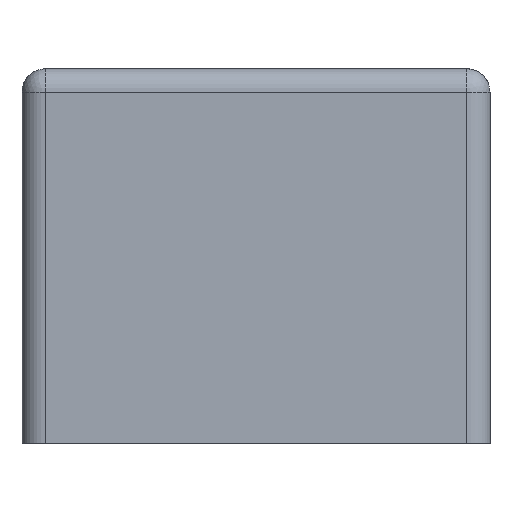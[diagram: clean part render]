
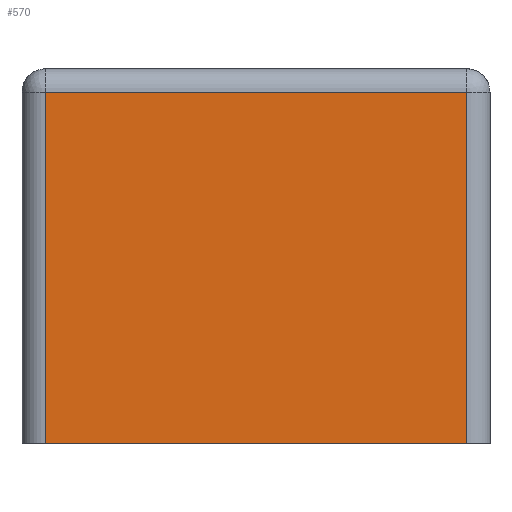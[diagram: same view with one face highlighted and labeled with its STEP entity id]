
A CAD part, front view. The second image highlights one B-rep face of the part: STEP entity #570.
In plain terms, the highlighted planar face has unit normal (0, -1, 0).
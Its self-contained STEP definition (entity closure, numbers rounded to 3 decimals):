
#36=PLANE('',#638);
#69=FACE_OUTER_BOUND('',#105,.T.);
#105=EDGE_LOOP('',(#406,#407,#408,#409));
#149=LINE('',#915,#195);
#152=LINE('',#929,#198);
#156=LINE('',#950,#202);
#159=LINE('',#970,#205);
#195=VECTOR('',#720,10.);
#198=VECTOR('',#735,10.);
#202=VECTOR('',#743,10.);
#205=VECTOR('',#750,10.);
#245=VERTEX_POINT('',#908);
#247=VERTEX_POINT('',#913);
#248=VERTEX_POINT('',#918);
#251=VERTEX_POINT('',#925);
#297=EDGE_CURVE('',#247,#245,#149,.T.);
#304=EDGE_CURVE('',#248,#251,#152,.T.);
#310=EDGE_CURVE('',#245,#248,#156,.T.);
#315=EDGE_CURVE('',#247,#251,#159,.T.);
#406=ORIENTED_EDGE('',*,*,#304,.F.);
#407=ORIENTED_EDGE('',*,*,#310,.F.);
#408=ORIENTED_EDGE('',*,*,#297,.F.);
#409=ORIENTED_EDGE('',*,*,#315,.T.);
#570=ADVANCED_FACE('',(#69),#36,.T.);
#638=AXIS2_PLACEMENT_3D('',#969,#748,#749);
#720=DIRECTION('',(0.,0.,1.));
#735=DIRECTION('',(0.,0.,-1.));
#743=DIRECTION('',(1.,0.,0.));
#748=DIRECTION('center_axis',(0.,-1.,0.));
#749=DIRECTION('ref_axis',(1.,0.,0.));
#750=DIRECTION('',(1.,0.,0.));
#908=CARTESIAN_POINT('',(-0.563,-1.,0.938));
#913=CARTESIAN_POINT('',(-0.563,-1.,0.));
#915=CARTESIAN_POINT('',(-0.563,-1.,0.));
#918=CARTESIAN_POINT('',(0.563,-1.,0.938));
#925=CARTESIAN_POINT('',(0.563,-1.,0.));
#929=CARTESIAN_POINT('',(0.563,-1.,0.));
#950=CARTESIAN_POINT('',(-0.313,-1.,0.938));
#969=CARTESIAN_POINT('Origin',(-0.625,-1.,0.));
#970=CARTESIAN_POINT('',(-0.625,-1.,0.));
